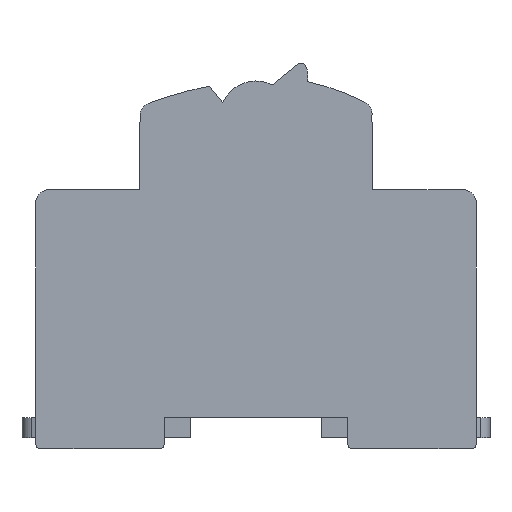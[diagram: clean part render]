
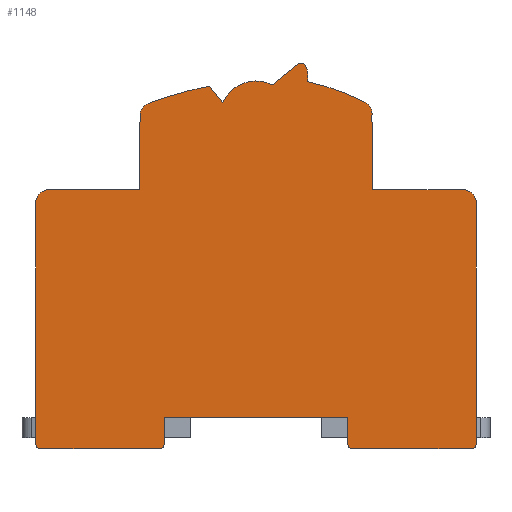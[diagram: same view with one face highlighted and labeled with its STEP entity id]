
A CAD part, left-side view. The second image highlights one B-rep face of the part: STEP entity #1148.
In plain terms, the highlighted planar face has unit normal (-1, 0, 0).
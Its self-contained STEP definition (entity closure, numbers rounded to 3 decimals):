
#277=AXIS2_PLACEMENT_3D('Circle Axis2P3D',#275,#276,$) ;
#325=AXIS2_PLACEMENT_3D('Circle Axis2P3D',#323,#324,$) ;
#531=AXIS2_PLACEMENT_3D('Circle Axis2P3D',#529,#530,$) ;
#574=AXIS2_PLACEMENT_3D('Circle Axis2P3D',#572,#573,$) ;
#605=AXIS2_PLACEMENT_3D('Circle Axis2P3D',#603,#604,$) ;
#660=AXIS2_PLACEMENT_3D('Circle Axis2P3D',#658,#659,$) ;
#684=AXIS2_PLACEMENT_3D('Circle Axis2P3D',#682,#683,$) ;
#708=AXIS2_PLACEMENT_3D('Circle Axis2P3D',#706,#707,$) ;
#732=AXIS2_PLACEMENT_3D('Circle Axis2P3D',#730,#731,$) ;
#780=AXIS2_PLACEMENT_3D('Circle Axis2P3D',#778,#779,$) ;
#828=AXIS2_PLACEMENT_3D('Circle Axis2P3D',#826,#827,$) ;
#852=AXIS2_PLACEMENT_3D('Circle Axis2P3D',#850,#851,$) ;
#907=AXIS2_PLACEMENT_3D('Circle Axis2P3D',#905,#906,$) ;
#1103=AXIS2_PLACEMENT_3D('Plane Axis2P3D',#1100,#1101,#1102) ;
#265=CARTESIAN_POINT('Vertex',(-8.9,42.5,-63.)) ;
#272=CARTESIAN_POINT('Vertex',(-8.9,41.5,-64.)) ;
#275=CARTESIAN_POINT('Axis2P3D Location',(-8.9,41.5,-63.)) ;
#292=CARTESIAN_POINT('Line Origine',(-8.9,30.1,-64.)) ;
#296=CARTESIAN_POINT('Vertex',(-8.9,18.7,-64.)) ;
#320=CARTESIAN_POINT('Vertex',(-8.9,17.7,-63.)) ;
#323=CARTESIAN_POINT('Axis2P3D Location',(-8.9,18.7,-63.)) ;
#346=CARTESIAN_POINT('Vertex',(-8.9,17.7,-58.)) ;
#349=CARTESIAN_POINT('Line Origine',(-8.9,17.7,-60.5)) ;
#428=CARTESIAN_POINT('Vertex',(-8.9,-17.7,-58.)) ;
#431=CARTESIAN_POINT('Line Origine',(-8.9,0.,-58.)) ;
#498=CARTESIAN_POINT('Vertex',(-8.9,-17.7,-63.)) ;
#501=CARTESIAN_POINT('Line Origine',(-8.9,-17.7,-60.5)) ;
#526=CARTESIAN_POINT('Vertex',(-8.9,-18.7,-64.)) ;
#529=CARTESIAN_POINT('Axis2P3D Location',(-8.9,-18.7,-63.)) ;
#541=CARTESIAN_POINT('Line Origine',(-8.9,-30.1,-64.)) ;
#545=CARTESIAN_POINT('Vertex',(-8.9,-41.5,-64.)) ;
#569=CARTESIAN_POINT('Vertex',(-8.9,-42.5,-63.)) ;
#572=CARTESIAN_POINT('Axis2P3D Location',(-8.9,-41.5,-63.)) ;
#593=CARTESIAN_POINT('Vertex',(-8.9,-42.5,-16.5)) ;
#600=CARTESIAN_POINT('Vertex',(-8.9,-40.,-14.)) ;
#603=CARTESIAN_POINT('Axis2P3D Location',(-8.9,-40.,-16.5)) ;
#624=CARTESIAN_POINT('Vertex',(-8.9,-22.5,-14.)) ;
#631=CARTESIAN_POINT('Vertex',(-8.9,-22.375,0.326)) ;
#634=CARTESIAN_POINT('Line Origine',(-8.9,-22.437,-6.837)) ;
#655=CARTESIAN_POINT('Vertex',(-8.9,-21.034,2.907)) ;
#658=CARTESIAN_POINT('Axis2P3D Location',(-8.9,-19.9,0.679)) ;
#679=CARTESIAN_POINT('Vertex',(-8.9,-9.861,6.883)) ;
#682=CARTESIAN_POINT('Axis2P3D Location',(-8.9,-0.122,-38.177)) ;
#703=CARTESIAN_POINT('Vertex',(-8.9,-9.631,9.848)) ;
#706=CARTESIAN_POINT('Axis2P3D Location',(-8.9,-5.511,8.038)) ;
#727=CARTESIAN_POINT('Vertex',(-8.9,-8.087,10.223)) ;
#730=CARTESIAN_POINT('Axis2P3D Location',(-8.9,-8.716,9.445)) ;
#751=CARTESIAN_POINT('Vertex',(-8.9,-3.165,6.244)) ;
#754=CARTESIAN_POINT('Line Origine',(-8.9,-5.626,8.233)) ;
#775=CARTESIAN_POINT('Vertex',(-8.9,6.405,2.824)) ;
#778=CARTESIAN_POINT('Axis2P3D Location',(-8.9,0.,0.)) ;
#799=CARTESIAN_POINT('Vertex',(-8.9,8.977,6.)) ;
#802=CARTESIAN_POINT('Line Origine',(-8.9,7.691,4.412)) ;
#823=CARTESIAN_POINT('Vertex',(-8.9,20.786,2.675)) ;
#826=CARTESIAN_POINT('Axis2P3D Location',(-8.9,-4.014,-62.784)) ;
#847=CARTESIAN_POINT('Vertex',(-8.9,22.372,0.717)) ;
#850=CARTESIAN_POINT('Axis2P3D Location',(-8.9,19.901,0.337)) ;
#867=CARTESIAN_POINT('Line Origine',(-8.9,22.436,-6.641)) ;
#871=CARTESIAN_POINT('Vertex',(-8.9,22.5,-14.)) ;
#895=CARTESIAN_POINT('Vertex',(-8.9,40.,-14.)) ;
#902=CARTESIAN_POINT('Vertex',(-8.9,42.5,-16.5)) ;
#905=CARTESIAN_POINT('Axis2P3D Location',(-8.9,40.,-16.5)) ;
#922=CARTESIAN_POINT('Line Origine',(-8.9,42.5,-39.75)) ;
#1100=CARTESIAN_POINT('Axis2P3D Location',(-8.9,0.,0.)) ;
#1105=CARTESIAN_POINT('Line Origine',(-8.9,-42.5,-39.75)) ;
#1110=CARTESIAN_POINT('Line Origine',(-8.9,-31.25,-14.)) ;
#1115=CARTESIAN_POINT('Line Origine',(-8.9,31.25,-14.)) ;
#276=DIRECTION('Axis2P3D Direction',(-1.,0.,0.)) ;
#293=DIRECTION('Vector Direction',(0.,1.,0.)) ;
#324=DIRECTION('Axis2P3D Direction',(-1.,0.,0.)) ;
#350=DIRECTION('Vector Direction',(0.,0.,1.)) ;
#432=DIRECTION('Vector Direction',(0.,-1.,0.)) ;
#502=DIRECTION('Vector Direction',(0.,0.,1.)) ;
#530=DIRECTION('Axis2P3D Direction',(-1.,0.,0.)) ;
#542=DIRECTION('Vector Direction',(0.,1.,0.)) ;
#573=DIRECTION('Axis2P3D Direction',(-1.,0.,0.)) ;
#604=DIRECTION('Axis2P3D Direction',(-1.,0.,0.)) ;
#635=DIRECTION('Vector Direction',(0.,0.009,1.)) ;
#659=DIRECTION('Axis2P3D Direction',(-1.,0.,0.)) ;
#683=DIRECTION('Axis2P3D Direction',(-1.,0.,0.)) ;
#707=DIRECTION('Axis2P3D Direction',(-1.,0.,0.)) ;
#731=DIRECTION('Axis2P3D Direction',(-1.,0.,0.)) ;
#755=DIRECTION('Vector Direction',(0.,0.778,-0.629)) ;
#779=DIRECTION('Axis2P3D Direction',(-1.,0.,0.)) ;
#803=DIRECTION('Vector Direction',(0.,0.629,0.777)) ;
#827=DIRECTION('Axis2P3D Direction',(-1.,0.,0.)) ;
#851=DIRECTION('Axis2P3D Direction',(-1.,0.,0.)) ;
#868=DIRECTION('Vector Direction',(0.,-0.009,1.)) ;
#906=DIRECTION('Axis2P3D Direction',(-1.,0.,0.)) ;
#923=DIRECTION('Vector Direction',(0.,0.,-1.)) ;
#1101=DIRECTION('Axis2P3D Direction',(-1.,0.,0.)) ;
#1102=DIRECTION('Axis2P3D XDirection',(0.,0.,-1.)) ;
#1106=DIRECTION('Vector Direction',(0.,0.,-1.)) ;
#1111=DIRECTION('Vector Direction',(0.,1.,0.)) ;
#1116=DIRECTION('Vector Direction',(0.,1.,0.)) ;
#294=VECTOR('Line Direction',#293,1.) ;
#351=VECTOR('Line Direction',#350,1.) ;
#433=VECTOR('Line Direction',#432,1.) ;
#503=VECTOR('Line Direction',#502,1.) ;
#543=VECTOR('Line Direction',#542,1.) ;
#636=VECTOR('Line Direction',#635,1.) ;
#756=VECTOR('Line Direction',#755,1.) ;
#804=VECTOR('Line Direction',#803,1.) ;
#869=VECTOR('Line Direction',#868,1.) ;
#924=VECTOR('Line Direction',#923,1.) ;
#1107=VECTOR('Line Direction',#1106,1.) ;
#1112=VECTOR('Line Direction',#1111,1.) ;
#1117=VECTOR('Line Direction',#1116,1.) ;
#1121=ORIENTED_EDGE('',*,*,#926,.T.) ;
#1122=ORIENTED_EDGE('',*,*,#279,.T.) ;
#1123=ORIENTED_EDGE('',*,*,#298,.F.) ;
#1124=ORIENTED_EDGE('',*,*,#327,.T.) ;
#1125=ORIENTED_EDGE('',*,*,#353,.T.) ;
#1126=ORIENTED_EDGE('',*,*,#435,.T.) ;
#1127=ORIENTED_EDGE('',*,*,#505,.F.) ;
#1128=ORIENTED_EDGE('',*,*,#533,.T.) ;
#1129=ORIENTED_EDGE('',*,*,#547,.F.) ;
#1130=ORIENTED_EDGE('',*,*,#576,.T.) ;
#1131=ORIENTED_EDGE('',*,*,#1109,.F.) ;
#1132=ORIENTED_EDGE('',*,*,#607,.T.) ;
#1133=ORIENTED_EDGE('',*,*,#1114,.T.) ;
#1134=ORIENTED_EDGE('',*,*,#638,.T.) ;
#1135=ORIENTED_EDGE('',*,*,#662,.T.) ;
#1136=ORIENTED_EDGE('',*,*,#686,.T.) ;
#1137=ORIENTED_EDGE('',*,*,#710,.T.) ;
#1138=ORIENTED_EDGE('',*,*,#734,.T.) ;
#1139=ORIENTED_EDGE('',*,*,#758,.T.) ;
#1140=ORIENTED_EDGE('',*,*,#782,.T.) ;
#1141=ORIENTED_EDGE('',*,*,#806,.T.) ;
#1142=ORIENTED_EDGE('',*,*,#830,.T.) ;
#1143=ORIENTED_EDGE('',*,*,#854,.T.) ;
#1144=ORIENTED_EDGE('',*,*,#873,.F.) ;
#1145=ORIENTED_EDGE('',*,*,#1119,.T.) ;
#1146=ORIENTED_EDGE('',*,*,#909,.T.) ;
#1148=ADVANCED_FACE('PartBody',(#1147),#1104,.T.) ;
#278=CIRCLE('generated circle',#277,1.) ;
#326=CIRCLE('generated circle',#325,1.) ;
#532=CIRCLE('generated circle',#531,1.) ;
#575=CIRCLE('generated circle',#574,1.) ;
#606=CIRCLE('generated circle',#605,2.5) ;
#661=CIRCLE('generated circle',#660,2.5) ;
#685=CIRCLE('generated circle',#684,46.1) ;
#709=CIRCLE('generated circle',#708,4.5) ;
#733=CIRCLE('generated circle',#732,1.) ;
#781=CIRCLE('generated circle',#780,7.) ;
#829=CIRCLE('generated circle',#828,70.) ;
#853=CIRCLE('generated circle',#852,2.5) ;
#908=CIRCLE('generated circle',#907,2.5) ;
#279=EDGE_CURVE('',#266,#273,#278,.T.) ;
#298=EDGE_CURVE('',#297,#273,#295,.T.) ;
#327=EDGE_CURVE('',#297,#321,#326,.T.) ;
#353=EDGE_CURVE('',#321,#347,#352,.T.) ;
#435=EDGE_CURVE('',#347,#429,#434,.T.) ;
#505=EDGE_CURVE('',#499,#429,#504,.T.) ;
#533=EDGE_CURVE('',#499,#527,#532,.T.) ;
#547=EDGE_CURVE('',#546,#527,#544,.T.) ;
#576=EDGE_CURVE('',#546,#570,#575,.T.) ;
#607=EDGE_CURVE('',#594,#601,#606,.T.) ;
#638=EDGE_CURVE('',#625,#632,#637,.T.) ;
#662=EDGE_CURVE('',#632,#656,#661,.T.) ;
#686=EDGE_CURVE('',#656,#680,#685,.T.) ;
#710=EDGE_CURVE('',#680,#704,#709,.T.) ;
#734=EDGE_CURVE('',#704,#728,#733,.T.) ;
#758=EDGE_CURVE('',#728,#752,#757,.T.) ;
#782=EDGE_CURVE('',#752,#776,#781,.T.) ;
#806=EDGE_CURVE('',#776,#800,#805,.T.) ;
#830=EDGE_CURVE('',#800,#824,#829,.T.) ;
#854=EDGE_CURVE('',#824,#848,#853,.T.) ;
#873=EDGE_CURVE('',#872,#848,#870,.T.) ;
#909=EDGE_CURVE('',#896,#903,#908,.T.) ;
#926=EDGE_CURVE('',#903,#266,#925,.T.) ;
#1109=EDGE_CURVE('',#594,#570,#1108,.T.) ;
#1114=EDGE_CURVE('',#601,#625,#1113,.T.) ;
#1119=EDGE_CURVE('',#872,#896,#1118,.T.) ;
#1120=EDGE_LOOP('',(#1121,#1122,#1123,#1124,#1125,#1126,#1127,#1128,#1129,#1130,#1131,#1132,#1133,#1134,#1135,#1136,#1137,#1138,#1139,#1140,#1141,#1142,#1143,#1144,#1145,#1146)) ;
#1147=FACE_OUTER_BOUND('',#1120,.T.) ;
#295=LINE('Line',#292,#294) ;
#352=LINE('Line',#349,#351) ;
#434=LINE('Line',#431,#433) ;
#504=LINE('Line',#501,#503) ;
#544=LINE('Line',#541,#543) ;
#637=LINE('Line',#634,#636) ;
#757=LINE('Line',#754,#756) ;
#805=LINE('Line',#802,#804) ;
#870=LINE('Line',#867,#869) ;
#925=LINE('Line',#922,#924) ;
#1108=LINE('Line',#1105,#1107) ;
#1113=LINE('Line',#1110,#1112) ;
#1118=LINE('Line',#1115,#1117) ;
#1104=PLANE('',#1103) ;
#266=VERTEX_POINT('',#265) ;
#273=VERTEX_POINT('',#272) ;
#297=VERTEX_POINT('',#296) ;
#321=VERTEX_POINT('',#320) ;
#347=VERTEX_POINT('',#346) ;
#429=VERTEX_POINT('',#428) ;
#499=VERTEX_POINT('',#498) ;
#527=VERTEX_POINT('',#526) ;
#546=VERTEX_POINT('',#545) ;
#570=VERTEX_POINT('',#569) ;
#594=VERTEX_POINT('',#593) ;
#601=VERTEX_POINT('',#600) ;
#625=VERTEX_POINT('',#624) ;
#632=VERTEX_POINT('',#631) ;
#656=VERTEX_POINT('',#655) ;
#680=VERTEX_POINT('',#679) ;
#704=VERTEX_POINT('',#703) ;
#728=VERTEX_POINT('',#727) ;
#752=VERTEX_POINT('',#751) ;
#776=VERTEX_POINT('',#775) ;
#800=VERTEX_POINT('',#799) ;
#824=VERTEX_POINT('',#823) ;
#848=VERTEX_POINT('',#847) ;
#872=VERTEX_POINT('',#871) ;
#896=VERTEX_POINT('',#895) ;
#903=VERTEX_POINT('',#902) ;
